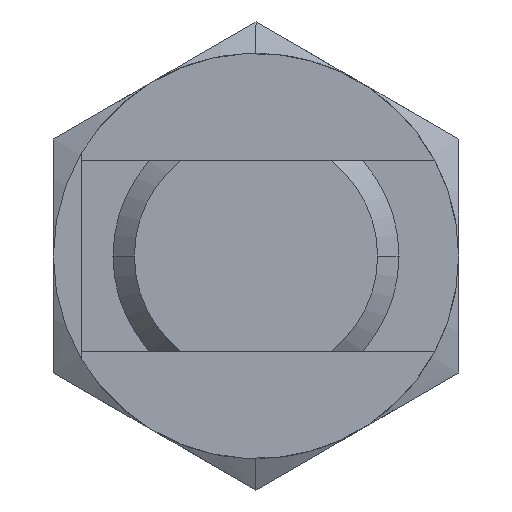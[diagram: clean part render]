
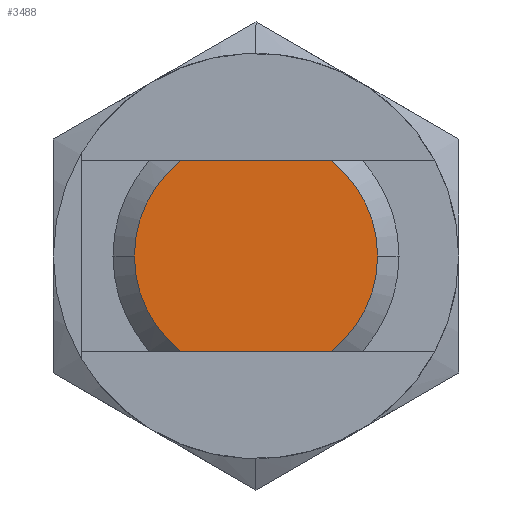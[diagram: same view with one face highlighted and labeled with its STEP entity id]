
A CAD part, front view. The second image highlights one B-rep face of the part: STEP entity #3488.
In plain terms, the highlighted planar face has unit normal (0, -1, 0).
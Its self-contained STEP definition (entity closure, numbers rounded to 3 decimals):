
#3255=CARTESIAN_POINT('',(-5.1,0.0,0.));
#3256=VERTEX_POINT('',#3255);
#3263=CARTESIAN_POINT('',(-3.164,0.0,4.0));
#3264=VERTEX_POINT('',#3263);
#3265=CARTESIAN_POINT('',(0.0,0.0,0.0));
#3266=DIRECTION('',(0.0,1.0,0.0));
#3267=DIRECTION('',(-1.0,0.0,0.0));
#3268=AXIS2_PLACEMENT_3D('',#3265,#3266,#3267);
#3269=CIRCLE('',#3268,5.1);
#3270=EDGE_CURVE('',#3256,#3264,#3269,.T.);
#3294=CARTESIAN_POINT('',(5.1,0.0,0.));
#3295=VERTEX_POINT('',#3294);
#3302=CARTESIAN_POINT('',(3.164,0.0,-4.0));
#3303=VERTEX_POINT('',#3302);
#3304=CARTESIAN_POINT('',(0.0,0.0,0.0));
#3305=DIRECTION('',(0.0,1.0,0.0));
#3306=DIRECTION('',(1.0,0.0,0.0));
#3307=AXIS2_PLACEMENT_3D('',#3304,#3305,#3306);
#3308=CIRCLE('',#3307,5.1);
#3309=EDGE_CURVE('',#3295,#3303,#3308,.T.);
#3343=CARTESIAN_POINT('',(3.164,0.0,4.0));
#3344=VERTEX_POINT('',#3343);
#3358=CARTESIAN_POINT('',(0.0,0.0,0.0));
#3359=DIRECTION('',(0.0,1.0,0.0));
#3360=DIRECTION('',(1.0,0.0,0.0));
#3361=AXIS2_PLACEMENT_3D('',#3358,#3359,#3360);
#3362=CIRCLE('',#3361,5.1);
#3363=EDGE_CURVE('',#3344,#3295,#3362,.T.);
#3374=CARTESIAN_POINT('',(-3.164,0.0,-4.0));
#3375=VERTEX_POINT('',#3374);
#3376=CARTESIAN_POINT('',(-3.164,0.0,-4.0));
#3377=DIRECTION('',(1.0,0.0,0.0));
#3378=VECTOR('',#3377,6.328);
#3379=LINE('',#3376,#3378);
#3380=EDGE_CURVE('',#3375,#3303,#3379,.T.);
#3464=CARTESIAN_POINT('',(-3.,0.0,0.0));
#3465=DIRECTION('',(0.0,-1.0,0.0));
#3466=DIRECTION('',(0.0,0.0,-1.0));
#3467=AXIS2_PLACEMENT_3D('',#3464,#3465,#3466);
#3468=PLANE('',#3467);
#3469=ORIENTED_EDGE('',*,*,#3363,.F.);
#3470=CARTESIAN_POINT('',(3.164,0.0,4.0));
#3471=DIRECTION('',(-1.0,0.0,0.0));
#3472=VECTOR('',#3471,6.328);
#3473=LINE('',#3470,#3472);
#3474=EDGE_CURVE('',#3344,#3264,#3473,.T.);
#3475=ORIENTED_EDGE('',*,*,#3474,.T.);
#3476=ORIENTED_EDGE('',*,*,#3270,.F.);
#3477=CARTESIAN_POINT('',(0.0,0.0,0.0));
#3478=DIRECTION('',(0.0,1.0,0.0));
#3479=DIRECTION('',(-1.0,0.0,0.0));
#3480=AXIS2_PLACEMENT_3D('',#3477,#3478,#3479);
#3481=CIRCLE('',#3480,5.1);
#3482=EDGE_CURVE('',#3375,#3256,#3481,.T.);
#3483=ORIENTED_EDGE('',*,*,#3482,.F.);
#3484=ORIENTED_EDGE('',*,*,#3380,.T.);
#3485=ORIENTED_EDGE('',*,*,#3309,.F.);
#3486=EDGE_LOOP('',(#3469,#3475,#3476,#3483,#3484,#3485));
#3487=FACE_OUTER_BOUND('',#3486,.T.);
#3488=ADVANCED_FACE('',(#3487),#3468,.T.);
